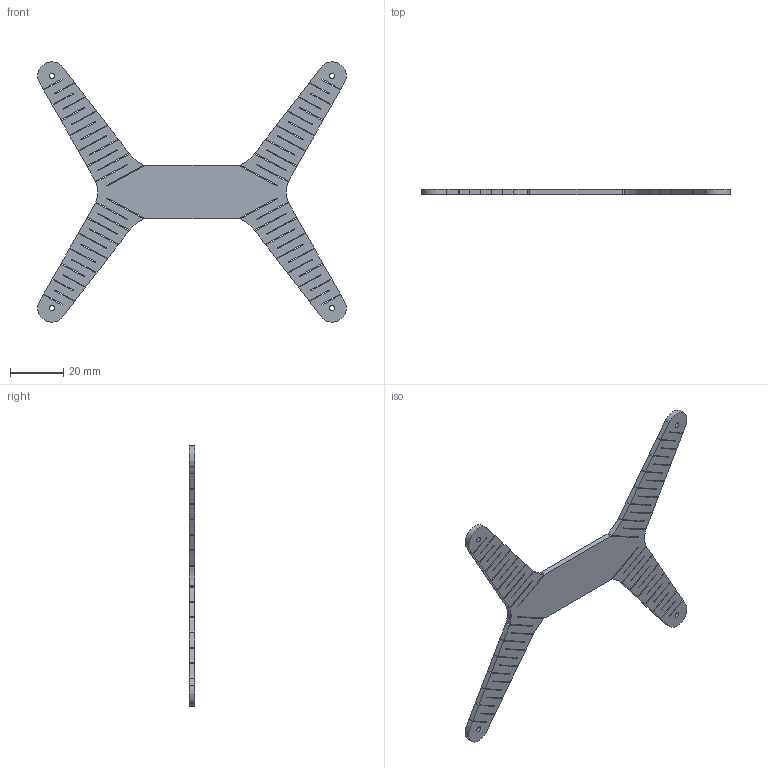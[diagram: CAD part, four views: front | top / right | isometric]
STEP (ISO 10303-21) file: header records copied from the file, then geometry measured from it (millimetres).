
FILE_DESCRIPTION(/* description */ (''),/* implementation_level */ '2;1');
FILE_NAME(/* name */ 'flexplate v15.step',/* time_stamp */ '2025-08-11T12:24:18+02:00',/* author */ (''),/* organization */ (''),/* preprocessor_version */ 'ST-DEVELOPER v20.1',/* originating_system */ 'Autodesk Translation Framework v14.10.0.0',/* authorisation */ '');
FILE_SCHEMA (('AUTOMOTIVE_DESIGN { 1 0 10303 214 3 1 1 }'));
Length unit declared in the file: millimetre
Products named in the file (3): flexplate; Komponente1; Komponente7
Assembly tree (2 placements, depth 2):
  flexplate
    Komponente1
    Komponente7
Bounding box: 115.5 x 2 x 97.47 mm (x, y, z)
Volume: 6865.3 mm3; surface area: 10950.2 mm2
Topology: 1 solids, 1 shells, 274 faces, 810 edges, 540 vertices
Faces by surface type: plane 199, cylinder 75
Entity records: 9193 total; most frequent: CARTESIAN_POINT 1629, ORIENTED_EDGE 1620, DIRECTION 1518, EDGE_CURVE 810, LINE 660, VECTOR 660, VERTEX_POINT 540, AXIS2_PLACEMENT_3D 429
